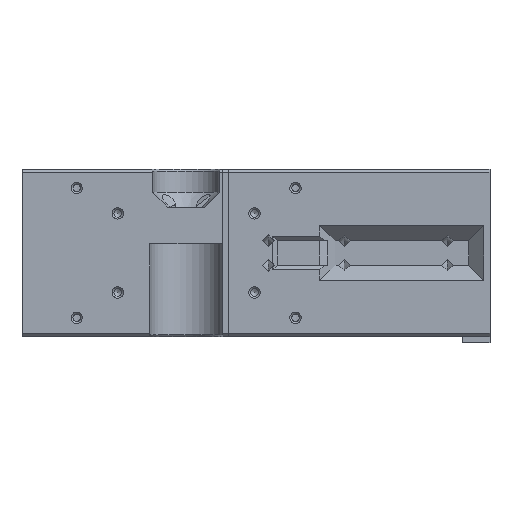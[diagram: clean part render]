
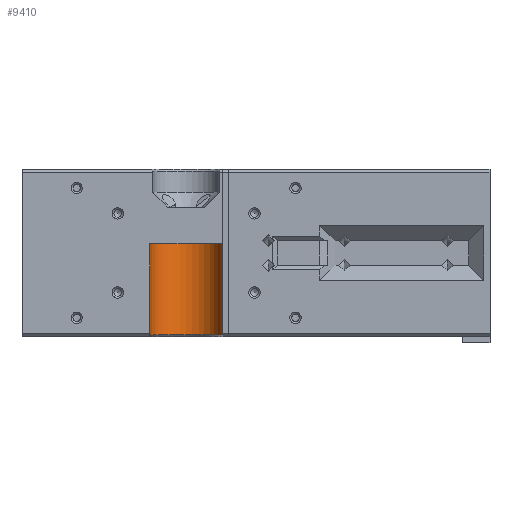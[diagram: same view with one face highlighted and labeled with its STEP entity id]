
A CAD part, front view. The second image highlights one B-rep face of the part: STEP entity #9410.
In plain terms, the highlighted cylindrical face has radius 12 mm (diameter 24 mm), a partial arc.
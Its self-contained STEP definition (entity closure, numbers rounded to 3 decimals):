
#2728 = CONICAL_SURFACE('',#2729,12.,0.785);
#2729 = AXIS2_PLACEMENT_3D('',#2730,#2731,#2732);
#2730 = CARTESIAN_POINT('',(0.,0.,-26.9)
  );
#2731 = DIRECTION('',(-0.,-0.,-1.));
#2732 = DIRECTION('',(1.,0.,0.));
#5943 = VERTEX_POINT('',#5944);
#5944 = CARTESIAN_POINT('',(12.,0.,-26.9));
#5979 = PLANE('',#5980);
#5980 = AXIS2_PLACEMENT_3D('',#5981,#5982,#5983);
#5981 = CARTESIAN_POINT('',(12.,0.,3.));
#5982 = DIRECTION('',(1.,0.,0.));
#5983 = DIRECTION('',(0.,0.,-1.));
#5997 = VERTEX_POINT('',#5998);
#5998 = CARTESIAN_POINT('',(-12.,0.,-26.9));
#6019 = EDGE_CURVE('',#5943,#5997,#6020,.T.);
#6020 = SURFACE_CURVE('',#6021,(#6026,#6033),.PCURVE_S1.);
#6021 = CIRCLE('',#6022,12.);
#6022 = AXIS2_PLACEMENT_3D('',#6023,#6024,#6025);
#6023 = CARTESIAN_POINT('',(0.,0.,-26.9)
  );
#6024 = DIRECTION('',(0.,-0.,1.));
#6025 = DIRECTION('',(1.,0.,0.));
#6026 = PCURVE('',#2728,#6027);
#6027 = DEFINITIONAL_REPRESENTATION('',(#6028),#6032);
#6028 = LINE('',#6029,#6030);
#6029 = CARTESIAN_POINT('',(-0.,-0.));
#6030 = VECTOR('',#6031,1.);
#6031 = DIRECTION('',(-1.,-0.));
#6032 = ( GEOMETRIC_REPRESENTATION_CONTEXT(2) 
PARAMETRIC_REPRESENTATION_CONTEXT() REPRESENTATION_CONTEXT('2D SPACE',''
  ) );
#6033 = PCURVE('',#6034,#6039);
#6034 = CYLINDRICAL_SURFACE('',#6035,12.);
#6035 = AXIS2_PLACEMENT_3D('',#6036,#6037,#6038);
#6036 = CARTESIAN_POINT('',(0.,0.,-28.5
    ));
#6037 = DIRECTION('',(0.,0.,1.));
#6038 = DIRECTION('',(1.,0.,0.));
#6039 = DEFINITIONAL_REPRESENTATION('',(#6040),#6044);
#6040 = LINE('',#6041,#6042);
#6041 = CARTESIAN_POINT('',(0.,1.6));
#6042 = VECTOR('',#6043,1.);
#6043 = DIRECTION('',(1.,0.));
#6044 = ( GEOMETRIC_REPRESENTATION_CONTEXT(2) 
PARAMETRIC_REPRESENTATION_CONTEXT() REPRESENTATION_CONTEXT('2D SPACE',''
  ) );
#6088 = PLANE('',#6089);
#6089 = AXIS2_PLACEMENT_3D('',#6090,#6091,#6092);
#6090 = CARTESIAN_POINT('',(-12.,0.,-28.5));
#6091 = DIRECTION('',(-1.,0.,0.));
#6092 = DIRECTION('',(0.,0.,1.));
#9365 = EDGE_CURVE('',#5943,#9366,#9368,.T.);
#9366 = VERTEX_POINT('',#9367);
#9367 = CARTESIAN_POINT('',(12.,0.,3.));
#9368 = SURFACE_CURVE('',#9369,(#9373,#9380),.PCURVE_S1.);
#9369 = LINE('',#9370,#9371);
#9370 = CARTESIAN_POINT('',(12.,0.,-28.5));
#9371 = VECTOR('',#9372,1.);
#9372 = DIRECTION('',(0.,0.,1.));
#9373 = PCURVE('',#5979,#9374);
#9374 = DEFINITIONAL_REPRESENTATION('',(#9375),#9379);
#9375 = LINE('',#9376,#9377);
#9376 = CARTESIAN_POINT('',(31.5,0.));
#9377 = VECTOR('',#9378,1.);
#9378 = DIRECTION('',(-1.,0.));
#9379 = ( GEOMETRIC_REPRESENTATION_CONTEXT(2) 
PARAMETRIC_REPRESENTATION_CONTEXT() REPRESENTATION_CONTEXT('2D SPACE',''
  ) );
#9380 = PCURVE('',#6034,#9381);
#9381 = DEFINITIONAL_REPRESENTATION('',(#9382),#9386);
#9382 = LINE('',#9383,#9384);
#9383 = CARTESIAN_POINT('',(0.,0.));
#9384 = VECTOR('',#9385,1.);
#9385 = DIRECTION('',(0.,1.));
#9386 = ( GEOMETRIC_REPRESENTATION_CONTEXT(2) 
PARAMETRIC_REPRESENTATION_CONTEXT() REPRESENTATION_CONTEXT('2D SPACE',''
  ) );
#9410 = ADVANCED_FACE('',(#9411),#6034,.F.);
#9411 = FACE_BOUND('',#9412,.F.);
#9412 = EDGE_LOOP('',(#9413,#9414,#9415,#9438));
#9413 = ORIENTED_EDGE('',*,*,#9365,.F.);
#9414 = ORIENTED_EDGE('',*,*,#6019,.T.);
#9415 = ORIENTED_EDGE('',*,*,#9416,.T.);
#9416 = EDGE_CURVE('',#5997,#9417,#9419,.T.);
#9417 = VERTEX_POINT('',#9418);
#9418 = CARTESIAN_POINT('',(-12.,0.,3.));
#9419 = SURFACE_CURVE('',#9420,(#9424,#9431),.PCURVE_S1.);
#9420 = LINE('',#9421,#9422);
#9421 = CARTESIAN_POINT('',(-12.,0.,-28.5));
#9422 = VECTOR('',#9423,1.);
#9423 = DIRECTION('',(0.,0.,1.));
#9424 = PCURVE('',#6034,#9425);
#9425 = DEFINITIONAL_REPRESENTATION('',(#9426),#9430);
#9426 = LINE('',#9427,#9428);
#9427 = CARTESIAN_POINT('',(3.142,0.));
#9428 = VECTOR('',#9429,1.);
#9429 = DIRECTION('',(0.,1.));
#9430 = ( GEOMETRIC_REPRESENTATION_CONTEXT(2) 
PARAMETRIC_REPRESENTATION_CONTEXT() REPRESENTATION_CONTEXT('2D SPACE',''
  ) );
#9431 = PCURVE('',#6088,#9432);
#9432 = DEFINITIONAL_REPRESENTATION('',(#9433),#9437);
#9433 = LINE('',#9434,#9435);
#9434 = CARTESIAN_POINT('',(0.,0.));
#9435 = VECTOR('',#9436,1.);
#9436 = DIRECTION('',(1.,0.));
#9437 = ( GEOMETRIC_REPRESENTATION_CONTEXT(2) 
PARAMETRIC_REPRESENTATION_CONTEXT() REPRESENTATION_CONTEXT('2D SPACE',''
  ) );
#9438 = ORIENTED_EDGE('',*,*,#9439,.F.);
#9439 = EDGE_CURVE('',#9366,#9417,#9440,.T.);
#9440 = SURFACE_CURVE('',#9441,(#9446,#9453),.PCURVE_S1.);
#9441 = CIRCLE('',#9442,12.);
#9442 = AXIS2_PLACEMENT_3D('',#9443,#9444,#9445);
#9443 = CARTESIAN_POINT('',(0.,0.,3.));
#9444 = DIRECTION('',(0.,0.,1.));
#9445 = DIRECTION('',(1.,0.,0.));
#9446 = PCURVE('',#6034,#9447);
#9447 = DEFINITIONAL_REPRESENTATION('',(#9448),#9452);
#9448 = LINE('',#9449,#9450);
#9449 = CARTESIAN_POINT('',(0.,31.5));
#9450 = VECTOR('',#9451,1.);
#9451 = DIRECTION('',(1.,0.));
#9452 = ( GEOMETRIC_REPRESENTATION_CONTEXT(2) 
PARAMETRIC_REPRESENTATION_CONTEXT() REPRESENTATION_CONTEXT('2D SPACE',''
  ) );
#9453 = PCURVE('',#9454,#9459);
#9454 = PLANE('',#9455);
#9455 = AXIS2_PLACEMENT_3D('',#9456,#9457,#9458);
#9456 = CARTESIAN_POINT('',(0.,0.,3.));
#9457 = DIRECTION('',(0.,0.,1.));
#9458 = DIRECTION('',(1.,0.,0.));
#9459 = DEFINITIONAL_REPRESENTATION('',(#9460),#9464);
#9460 = CIRCLE('',#9461,12.);
#9461 = AXIS2_PLACEMENT_2D('',#9462,#9463);
#9462 = CARTESIAN_POINT('',(0.,0.));
#9463 = DIRECTION('',(1.,0.));
#9464 = ( GEOMETRIC_REPRESENTATION_CONTEXT(2) 
PARAMETRIC_REPRESENTATION_CONTEXT() REPRESENTATION_CONTEXT('2D SPACE',''
  ) );
